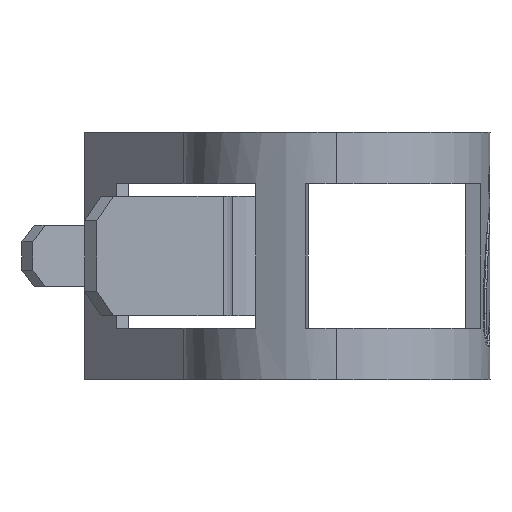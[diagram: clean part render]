
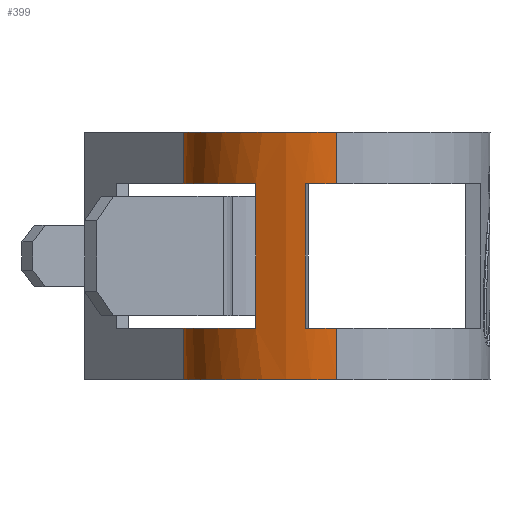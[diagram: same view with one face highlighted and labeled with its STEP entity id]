
A CAD part, left-side view. The second image highlights one B-rep face of the part: STEP entity #399.
In plain terms, the highlighted cylindrical face has radius 7.45 mm (diameter 14.9 mm), a partial arc.
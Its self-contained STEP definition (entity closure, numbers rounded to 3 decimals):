
#5 = AXIS2_PLACEMENT_3D ( 'NONE', #1902, #68, #1931 ) ;
#12 = CARTESIAN_POINT ( 'NONE',  ( -7.45, 0., 6. ) ) ;
#63 = CARTESIAN_POINT ( 'NONE',  ( -7.45, 0., 6. ) ) ;
#68 = DIRECTION ( 'NONE',  ( 0., 0., 1. ) ) ;
#74 = DIRECTION ( 'NONE',  ( 1., 0., 0. ) ) ;
#92 = EDGE_CURVE ( 'NONE', #525, #2235, #3203, .T. ) ;
#115 = ORIENTED_EDGE ( 'NONE', *, *, #4928, .F. ) ;
#121 = EDGE_CURVE ( 'NONE', #4478, #2455, #5788, .T. ) ;
#150 = CARTESIAN_POINT ( 'NONE',  ( -7.291, 1.529, 6. ) ) ;
#222 = LINE ( 'NONE', #4367, #1195 ) ;
#399 = ADVANCED_FACE ( 'NONE', ( #5549 ), #447, .T. ) ;
#409 = ORIENTED_EDGE ( 'NONE', *, *, #1237, .T. ) ;
#447 = CYLINDRICAL_SURFACE ( 'NONE', #2578, 7.45 ) ;
#499 = AXIS2_PLACEMENT_3D ( 'NONE', #4921, #628, #1991 ) ;
#525 = VERTEX_POINT ( 'NONE', #3556 ) ;
#534 = LINE ( 'NONE', #63, #4189 ) ;
#603 = CIRCLE ( 'NONE', #5, 7.45 ) ;
#628 = DIRECTION ( 'NONE',  ( 0., 0., 1. ) ) ;
#751 = ORIENTED_EDGE ( 'NONE', *, *, #121, .T. ) ;
#835 = CARTESIAN_POINT ( 'NONE',  ( 4.364, 6.038, 6. ) ) ;
#936 = EDGE_CURVE ( 'NONE', #4478, #5398, #4047, .T. ) ;
#1025 = DIRECTION ( 'NONE',  ( 0., 0., 1. ) ) ;
#1079 = CARTESIAN_POINT ( 'NONE',  ( 4.364, 6.038, -6. ) ) ;
#1084 = EDGE_LOOP ( 'NONE', ( #4913, #4076, #409, #1439, #1221, #4572, #3139, #4853, #4829, #115, #3664, #751 ) ) ;
#1087 = DIRECTION ( 'NONE',  ( 1., 0., 0. ) ) ;
#1180 = VERTEX_POINT ( 'NONE', #1079 ) ;
#1195 = VECTOR ( 'NONE', #2523, 1000. ) ;
#1221 = ORIENTED_EDGE ( 'NONE', *, *, #92, .F. ) ;
#1222 = AXIS2_PLACEMENT_3D ( 'NONE', #2168, #5476, #3609 ) ;
#1237 = EDGE_CURVE ( 'NONE', #5691, #2731, #3135, .T. ) ;
#1262 = VERTEX_POINT ( 'NONE', #5591 ) ;
#1375 = CARTESIAN_POINT ( 'NONE',  ( -7.291, 1.529, -3.5 ) ) ;
#1408 = VECTOR ( 'NONE', #5940, 1000. ) ;
#1439 = ORIENTED_EDGE ( 'NONE', *, *, #3475, .T. ) ;
#1671 = DIRECTION ( 'NONE',  ( 1., 0., 0. ) ) ;
#1713 = CARTESIAN_POINT ( 'NONE',  ( 4.364, 6.038, 6. ) ) ;
#1728 = EDGE_CURVE ( 'NONE', #1262, #5918, #2991, .T. ) ;
#1738 = CARTESIAN_POINT ( 'NONE',  ( -7.45, 0., 6. ) ) ;
#1807 = CIRCLE ( 'NONE', #5475, 7.45 ) ;
#1902 = CARTESIAN_POINT ( 'NONE',  ( 0., 0., 6. ) ) ;
#1931 = DIRECTION ( 'NONE',  ( 1., 0., 0. ) ) ;
#1991 = DIRECTION ( 'NONE',  ( 1., 0., 0. ) ) ;
#2168 = CARTESIAN_POINT ( 'NONE',  ( 0., 0., 3.5 ) ) ;
#2235 = VERTEX_POINT ( 'NONE', #3784 ) ;
#2277 = VECTOR ( 'NONE', #4019, 1000. ) ;
#2319 = DIRECTION ( 'NONE',  ( 0., 0., 1. ) ) ;
#2339 = CARTESIAN_POINT ( 'NONE',  ( -7.45, 0., 3.5 ) ) ;
#2455 = VERTEX_POINT ( 'NONE', #2339 ) ;
#2482 = CIRCLE ( 'NONE', #5977, 7.45 ) ;
#2523 = DIRECTION ( 'NONE',  ( 0., 0., -1. ) ) ;
#2578 = AXIS2_PLACEMENT_3D ( 'NONE', #4712, #5175, #3746 ) ;
#2731 = VERTEX_POINT ( 'NONE', #4155 ) ;
#2770 = CARTESIAN_POINT ( 'NONE',  ( 4.364, 6.038, -3.5 ) ) ;
#2974 = EDGE_CURVE ( 'NONE', #1180, #5918, #1807, .T. ) ;
#2991 = LINE ( 'NONE', #1738, #6155 ) ;
#3135 = LINE ( 'NONE', #835, #3869 ) ;
#3139 = ORIENTED_EDGE ( 'NONE', *, *, #5572, .T. ) ;
#3203 = LINE ( 'NONE', #4542, #1408 ) ;
#3475 = EDGE_CURVE ( 'NONE', #2731, #2235, #5573, .T. ) ;
#3556 = CARTESIAN_POINT ( 'NONE',  ( -6.329, 3.93, -3.5 ) ) ;
#3609 = DIRECTION ( 'NONE',  ( 1., 0., 0. ) ) ;
#3664 = ORIENTED_EDGE ( 'NONE', *, *, #936, .F. ) ;
#3746 = DIRECTION ( 'NONE',  ( -1., 0., 0. ) ) ;
#3748 = EDGE_CURVE ( 'NONE', #4792, #525, #2482, .T. ) ;
#3784 = CARTESIAN_POINT ( 'NONE',  ( -6.329, 3.93, 3.5 ) ) ;
#3869 = VECTOR ( 'NONE', #4134, 1000. ) ;
#3973 = VERTEX_POINT ( 'NONE', #12 ) ;
#3975 = EDGE_CURVE ( 'NONE', #5691, #3973, #603, .T. ) ;
#4019 = DIRECTION ( 'NONE',  ( 0., 0., -1. ) ) ;
#4047 = LINE ( 'NONE', #150, #2277 ) ;
#4076 = ORIENTED_EDGE ( 'NONE', *, *, #3975, .F. ) ;
#4134 = DIRECTION ( 'NONE',  ( 0., 0., -1. ) ) ;
#4155 = CARTESIAN_POINT ( 'NONE',  ( 4.364, 6.038, 3.5 ) ) ;
#4189 = VECTOR ( 'NONE', #4680, 1000. ) ;
#4323 = EDGE_CURVE ( 'NONE', #3973, #2455, #534, .T. ) ;
#4367 = CARTESIAN_POINT ( 'NONE',  ( 4.364, 6.038, 6. ) ) ;
#4478 = VERTEX_POINT ( 'NONE', #4895 ) ;
#4542 = CARTESIAN_POINT ( 'NONE',  ( -6.329, 3.93, 6. ) ) ;
#4572 = ORIENTED_EDGE ( 'NONE', *, *, #3748, .F. ) ;
#4680 = DIRECTION ( 'NONE',  ( 0., 0., -1. ) ) ;
#4712 = CARTESIAN_POINT ( 'NONE',  ( 0., 0., 6. ) ) ;
#4792 = VERTEX_POINT ( 'NONE', #2770 ) ;
#4815 = DIRECTION ( 'NONE',  ( 0., 0., 1. ) ) ;
#4829 = ORIENTED_EDGE ( 'NONE', *, *, #1728, .F. ) ;
#4853 = ORIENTED_EDGE ( 'NONE', *, *, #2974, .T. ) ;
#4871 = AXIS2_PLACEMENT_3D ( 'NONE', #5286, #1025, #1087 ) ;
#4895 = CARTESIAN_POINT ( 'NONE',  ( -7.291, 1.529, 3.5 ) ) ;
#4913 = ORIENTED_EDGE ( 'NONE', *, *, #4323, .F. ) ;
#4915 = CARTESIAN_POINT ( 'NONE',  ( -7.45, 0., -6. ) ) ;
#4921 = CARTESIAN_POINT ( 'NONE',  ( 0., 0., 3.5 ) ) ;
#4928 = EDGE_CURVE ( 'NONE', #5398, #1262, #5762, .T. ) ;
#5175 = DIRECTION ( 'NONE',  ( 0., 0., -1. ) ) ;
#5277 = CARTESIAN_POINT ( 'NONE',  ( 0., 0., -3.5 ) ) ;
#5286 = CARTESIAN_POINT ( 'NONE',  ( 0., 0., -3.5 ) ) ;
#5398 = VERTEX_POINT ( 'NONE', #1375 ) ;
#5447 = DIRECTION ( 'NONE',  ( 0., 0., -1. ) ) ;
#5475 = AXIS2_PLACEMENT_3D ( 'NONE', #5947, #2319, #1671 ) ;
#5476 = DIRECTION ( 'NONE',  ( 0., 0., 1. ) ) ;
#5549 = FACE_OUTER_BOUND ( 'NONE', #1084, .T. ) ;
#5572 = EDGE_CURVE ( 'NONE', #4792, #1180, #222, .T. ) ;
#5573 = CIRCLE ( 'NONE', #499, 7.45 ) ;
#5591 = CARTESIAN_POINT ( 'NONE',  ( -7.45, 0., -3.5 ) ) ;
#5691 = VERTEX_POINT ( 'NONE', #1713 ) ;
#5762 = CIRCLE ( 'NONE', #4871, 7.45 ) ;
#5788 = CIRCLE ( 'NONE', #1222, 7.45 ) ;
#5918 = VERTEX_POINT ( 'NONE', #4915 ) ;
#5940 = DIRECTION ( 'NONE',  ( 0., 0., 1. ) ) ;
#5947 = CARTESIAN_POINT ( 'NONE',  ( 0., 0., -6. ) ) ;
#5977 = AXIS2_PLACEMENT_3D ( 'NONE', #5277, #4815, #74 ) ;
#6155 = VECTOR ( 'NONE', #5447, 1000. ) ;
